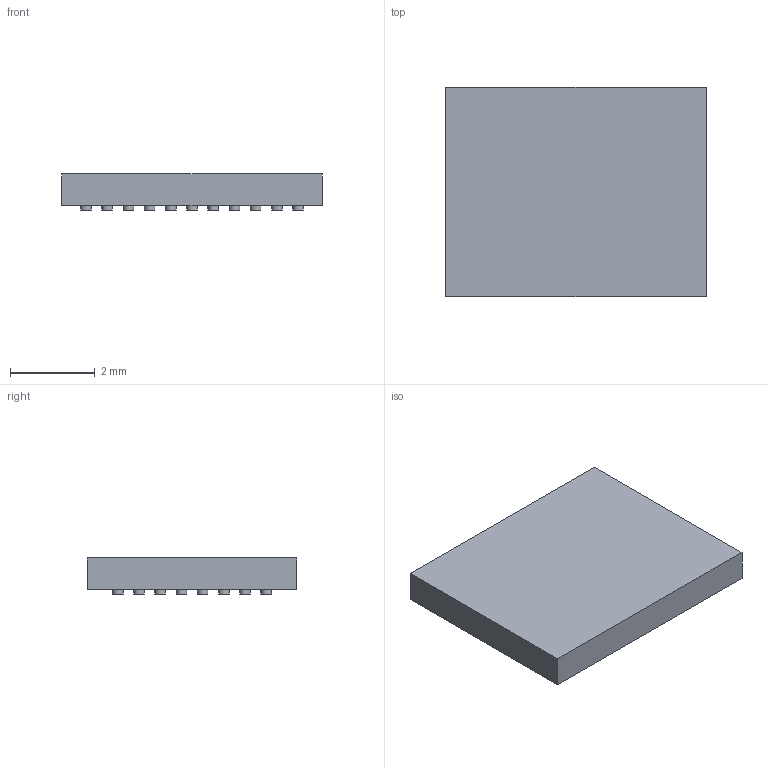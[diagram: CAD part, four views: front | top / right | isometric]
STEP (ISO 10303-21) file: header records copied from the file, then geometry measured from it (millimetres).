
FILE_DESCRIPTION(('FreeCAD Model'),'2;1');
FILE_NAME('1838943.1.12.stp','2022-05-18T09:24:47',( 'Author'),(''),'Open CASCADE STEP processor 6.9','FreeCAD','Unknown' );
FILE_SCHEMA(('AUTOMOTIVE_DESIGN { 1 0 10303 214 1 1 1 1 }'));
Length unit declared in the file: millimetre
Products named in the file (3): ASSEMBLY; Body; Pins
Assembly tree (2 placements, depth 2):
  ASSEMBLY
    Body
    Pins
Bounding box: 6.13 x 4.93 x 0.85 mm (x, y, z)
Volume: 23 mm3; surface area: 88.9 mm2
Topology: 68 solids, 68 shells, 207 faces, 213 edges, 142 vertices
Faces by surface type: plane 140, cylinder 67
Full cylindrical faces by diameter (mm): 0.25 x67
Entity records: 7138 total; most frequent: DIRECTION 1193, CARTESIAN_POINT 991, ORIENTED_EDGE 426, PCURVE 426, DEFINITIONAL_REPRESENTATION 426, LINE 371, VECTOR 371, AXIS2_PLACEMENT_3D 344
